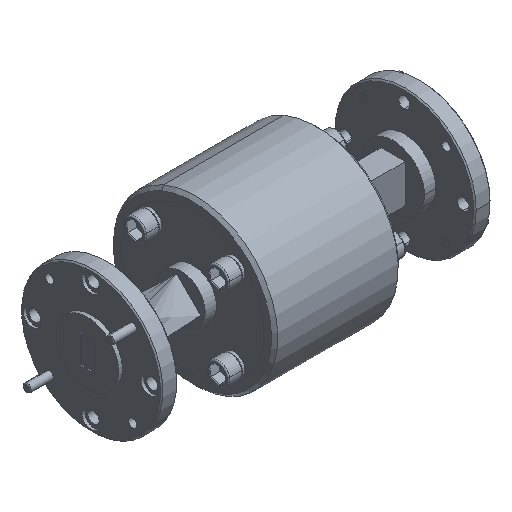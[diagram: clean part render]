
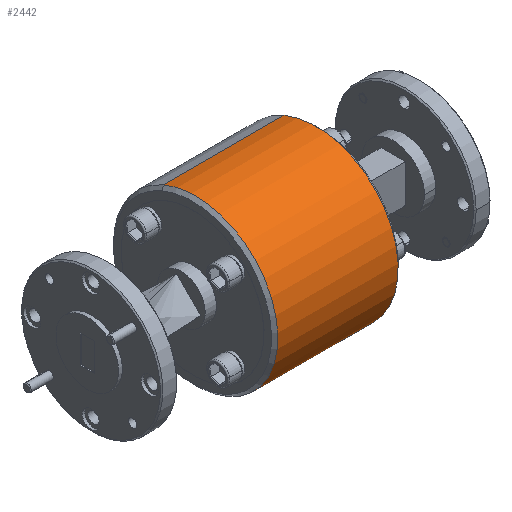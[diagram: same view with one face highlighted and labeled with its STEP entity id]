
A CAD part, isometric view. The second image highlights one B-rep face of the part: STEP entity #2442.
In plain terms, the highlighted cylindrical face has radius 16.637 mm (diameter 33.274 mm), a partial arc.
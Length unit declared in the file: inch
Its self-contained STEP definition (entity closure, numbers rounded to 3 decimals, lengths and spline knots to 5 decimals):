
#203 = CIRCLE ( 'NONE', #1953, 0.655 ) ;
#238 = DIRECTION ( 'NONE',  ( -1., 0., 0. ) ) ;
#463 = CARTESIAN_POINT ( 'NONE',  ( -0.839, -0.096, -0.152 ) ) ;
#786 = CARTESIAN_POINT ( 'NONE',  ( -1.824, -0.35193, -0.75493 ) ) ;
#1833 = VECTOR ( 'NONE', #238, 39.37008 ) ;
#1909 = DIRECTION ( 'NONE',  ( -1., 0., 0. ) ) ;
#1953 = AXIS2_PLACEMENT_3D ( 'NONE', #10361, #1909, #5642 ) ;
#2082 = CARTESIAN_POINT ( 'NONE',  ( -0.864, -0.35193, -0.75493 ) ) ;
#2156 = ORIENTED_EDGE ( 'NONE', *, *, #3886, .F. ) ;
#2442 = ADVANCED_FACE ( 'NONE', ( #5107 ), #8890, .T. ) ;
#3239 = CARTESIAN_POINT ( 'NONE',  ( -0.839, -0.35193, -0.75493 ) ) ;
#3267 = EDGE_CURVE ( 'NONE', #3650, #8630, #203, .T. ) ;
#3650 = VERTEX_POINT ( 'NONE', #2082 ) ;
#3760 = AXIS2_PLACEMENT_3D ( 'NONE', #463, #6104, #10552 ) ;
#3839 = DIRECTION ( 'NONE',  ( 1., 0., 0. ) ) ;
#3886 = EDGE_CURVE ( 'NONE', #3650, #7740, #5025, .T. ) ;
#4885 = LINE ( 'NONE', #9578, #1833 ) ;
#5025 = LINE ( 'NONE', #3239, #6804 ) ;
#5107 = FACE_OUTER_BOUND ( 'NONE', #12071, .T. ) ;
#5642 = DIRECTION ( 'NONE',  ( 0., -0.391, -0.921 ) ) ;
#5956 = DIRECTION ( 'NONE',  ( -1., 0., 0. ) ) ;
#5972 = ORIENTED_EDGE ( 'NONE', *, *, #8968, .T. ) ;
#6085 = EDGE_CURVE ( 'NONE', #8630, #6160, #4885, .T. ) ;
#6104 = DIRECTION ( 'NONE',  ( -1., 0., 0. ) ) ;
#6160 = VERTEX_POINT ( 'NONE', #6921 ) ;
#6519 = AXIS2_PLACEMENT_3D ( 'NONE', #10380, #3839, #7411 ) ;
#6804 = VECTOR ( 'NONE', #5956, 39.37008 ) ;
#6828 = CARTESIAN_POINT ( 'NONE',  ( -0.864, 0.15993, 0.45093 ) ) ;
#6921 = CARTESIAN_POINT ( 'NONE',  ( -1.824, 0.15993, 0.45093 ) ) ;
#7281 = ORIENTED_EDGE ( 'NONE', *, *, #3267, .T. ) ;
#7411 = DIRECTION ( 'NONE',  ( 0., -0.391, -0.921 ) ) ;
#7740 = VERTEX_POINT ( 'NONE', #786 ) ;
#8630 = VERTEX_POINT ( 'NONE', #6828 ) ;
#8890 = CYLINDRICAL_SURFACE ( 'NONE', #3760, 0.655 ) ;
#8968 = EDGE_CURVE ( 'NONE', #6160, #7740, #12052, .T. ) ;
#9578 = CARTESIAN_POINT ( 'NONE',  ( -0.839, 0.15993, 0.45093 ) ) ;
#10361 = CARTESIAN_POINT ( 'NONE',  ( -0.864, -0.096, -0.152 ) ) ;
#10379 = ORIENTED_EDGE ( 'NONE', *, *, #6085, .T. ) ;
#10380 = CARTESIAN_POINT ( 'NONE',  ( -1.824, -0.096, -0.152 ) ) ;
#10552 = DIRECTION ( 'NONE',  ( 0., 0.391, 0.921 ) ) ;
#12052 = CIRCLE ( 'NONE', #6519, 0.655 ) ;
#12071 = EDGE_LOOP ( 'NONE', ( #2156, #7281, #10379, #5972 ) ) ;
